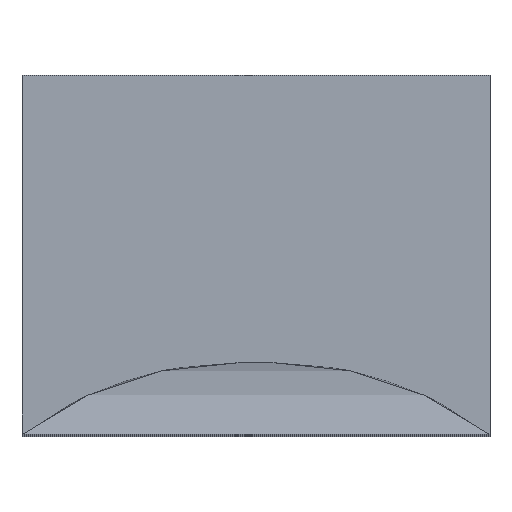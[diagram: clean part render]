
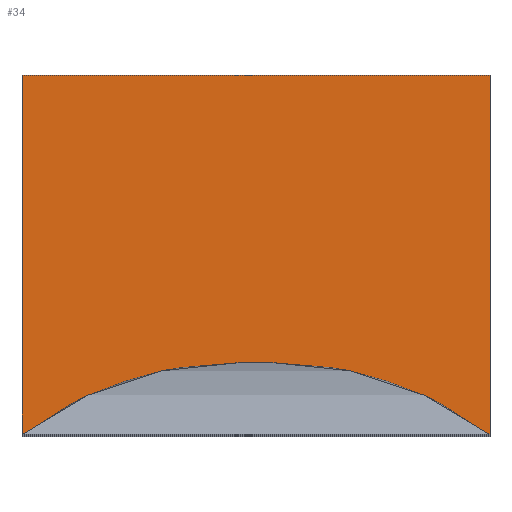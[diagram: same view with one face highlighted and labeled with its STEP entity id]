
A CAD part, top view. The second image highlights one B-rep face of the part: STEP entity #34.
In plain terms, the highlighted planar face has unit normal (0, 0, 1).
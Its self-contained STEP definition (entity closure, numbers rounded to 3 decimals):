
#5 = VECTOR ( 'NONE', #703, 1000. ) ;
#33 = PLANE ( 'NONE',  #161 ) ;
#34 = ADVANCED_FACE ( 'NONE', ( #286 ), #33, .T. ) ;
#96 = LINE ( 'NONE', #818, #206 ) ;
#98 = CARTESIAN_POINT ( 'NONE',  ( 16.3, 1., 30. ) ) ;
#112 = VECTOR ( 'NONE', #501, 1000. ) ;
#114 = VERTEX_POINT ( 'NONE', #98 ) ;
#153 = EDGE_CURVE ( 'NONE', #795, #114, #828, .T. ) ;
#161 = AXIS2_PLACEMENT_3D ( 'NONE', #607, #747, #486 ) ;
#172 = CARTESIAN_POINT ( 'NONE',  ( 15., 0., 30. ) ) ;
#173 = VERTEX_POINT ( 'NONE', #820 ) ;
#193 = VECTOR ( 'NONE', #335, 1000. ) ;
#206 = VECTOR ( 'NONE', #289, 1000. ) ;
#226 = EDGE_CURVE ( 'NONE', #521, #795, #439, .T. ) ;
#242 = CARTESIAN_POINT ( 'NONE',  ( 16.3, 0., 30. ) ) ;
#250 = CARTESIAN_POINT ( 'NONE',  ( 15., 1., 30. ) ) ;
#270 = CARTESIAN_POINT ( 'NONE',  ( 15., 0., 30. ) ) ;
#286 = FACE_OUTER_BOUND ( 'NONE', #587, .T. ) ;
#289 = DIRECTION ( 'NONE',  ( 0., 1., 0. ) ) ;
#321 = LINE ( 'NONE', #250, #193 ) ;
#335 = DIRECTION ( 'NONE',  ( 1., 0., 0. ) ) ;
#369 = EDGE_CURVE ( 'NONE', #173, #114, #321, .T. ) ;
#439 = LINE ( 'NONE', #172, #112 ) ;
#486 = DIRECTION ( 'NONE',  ( 1., 0., 0. ) ) ;
#498 = ORIENTED_EDGE ( 'NONE', *, *, #153, .T. ) ;
#501 = DIRECTION ( 'NONE',  ( 1., 0., 0. ) ) ;
#521 = VERTEX_POINT ( 'NONE', #270 ) ;
#587 = EDGE_LOOP ( 'NONE', ( #628, #498, #631, #656 ) ) ;
#607 = CARTESIAN_POINT ( 'NONE',  ( 15., 0., 30. ) ) ;
#628 = ORIENTED_EDGE ( 'NONE', *, *, #226, .T. ) ;
#631 = ORIENTED_EDGE ( 'NONE', *, *, #369, .F. ) ;
#641 = EDGE_CURVE ( 'NONE', #521, #173, #96, .T. ) ;
#643 = CARTESIAN_POINT ( 'NONE',  ( 16.3, 0., 30. ) ) ;
#656 = ORIENTED_EDGE ( 'NONE', *, *, #641, .F. ) ;
#703 = DIRECTION ( 'NONE',  ( 0., 1., 0. ) ) ;
#747 = DIRECTION ( 'NONE',  ( 0., 0., 1. ) ) ;
#795 = VERTEX_POINT ( 'NONE', #643 ) ;
#818 = CARTESIAN_POINT ( 'NONE',  ( 15., 0., 30. ) ) ;
#820 = CARTESIAN_POINT ( 'NONE',  ( 15., 1., 30. ) ) ;
#828 = LINE ( 'NONE', #242, #5 ) ;
